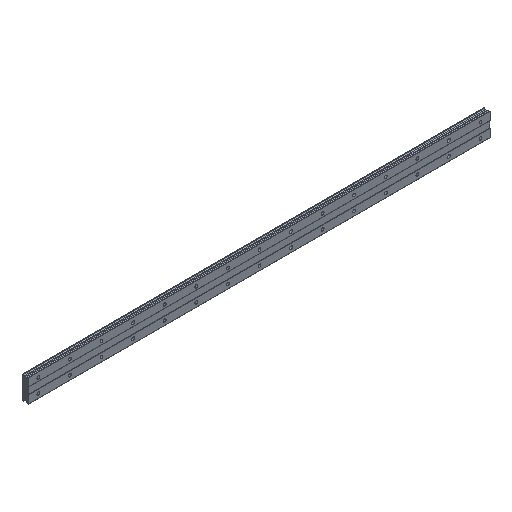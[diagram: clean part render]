
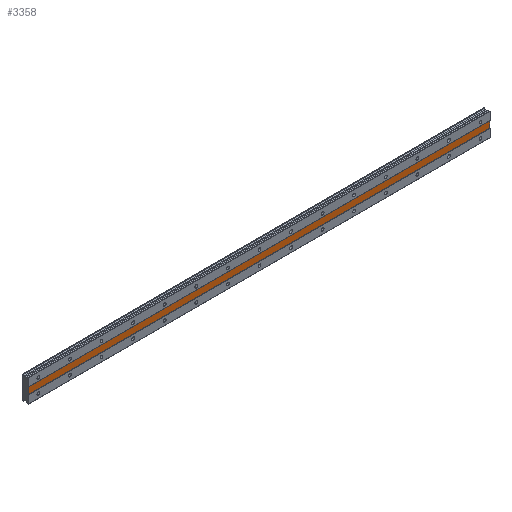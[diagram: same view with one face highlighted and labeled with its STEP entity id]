
A CAD part, isometric view. The second image highlights one B-rep face of the part: STEP entity #3358.
In plain terms, the highlighted planar face has unit normal (0, -1, 0).
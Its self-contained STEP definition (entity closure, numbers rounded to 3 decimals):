
#219 = AXIS2_PLACEMENT_3D ( 'NONE', #860, #1396, #1306 ) ;
#229 = VECTOR ( 'NONE', #453, 1000. ) ;
#358 = CARTESIAN_POINT ( 'NONE',  ( 715., 0.5, 5. ) ) ;
#453 = DIRECTION ( 'NONE',  ( 0., 0., -1. ) ) ;
#539 = VECTOR ( 'NONE', #4496, 1000. ) ;
#803 = ORIENTED_EDGE ( 'NONE', *, *, #4361, .T. ) ;
#860 = CARTESIAN_POINT ( 'NONE',  ( 715., 0.5, 5. ) ) ;
#920 = PLANE ( 'NONE',  #219 ) ;
#980 = DIRECTION ( 'NONE',  ( -1., 0., 0. ) ) ;
#1036 = CARTESIAN_POINT ( 'NONE',  ( 715., 0.5, -5. ) ) ;
#1195 = VERTEX_POINT ( 'NONE', #5541 ) ;
#1236 = CARTESIAN_POINT ( 'NONE',  ( 715., 0.5, -5. ) ) ;
#1306 = DIRECTION ( 'NONE',  ( 0., 0., 1. ) ) ;
#1344 = VERTEX_POINT ( 'NONE', #1236 ) ;
#1396 = DIRECTION ( 'NONE',  ( 0., 1., 0. ) ) ;
#1677 = EDGE_CURVE ( 'NONE', #1344, #1970, #3271, .T. ) ;
#1681 = LINE ( 'NONE', #5326, #229 ) ;
#1835 = VECTOR ( 'NONE', #4148, 1000. ) ;
#1933 = VECTOR ( 'NONE', #980, 1000. ) ;
#1970 = VERTEX_POINT ( 'NONE', #2232 ) ;
#2232 = CARTESIAN_POINT ( 'NONE',  ( -15., 0.5, -5. ) ) ;
#2727 = ORIENTED_EDGE ( 'NONE', *, *, #5420, .T. ) ;
#3271 = LINE ( 'NONE', #1036, #1933 ) ;
#3305 = LINE ( 'NONE', #4093, #1835 ) ;
#3358 = ADVANCED_FACE ( 'NONE', ( #5362 ), #920, .F. ) ;
#3683 = VERTEX_POINT ( 'NONE', #358 ) ;
#4093 = CARTESIAN_POINT ( 'NONE',  ( 715., 0.5, 5. ) ) ;
#4125 = ORIENTED_EDGE ( 'NONE', *, *, #1677, .F. ) ;
#4148 = DIRECTION ( 'NONE',  ( -1., 0., 0. ) ) ;
#4361 = EDGE_CURVE ( 'NONE', #1195, #1970, #5308, .T. ) ;
#4496 = DIRECTION ( 'NONE',  ( 0., 0., -1. ) ) ;
#4723 = EDGE_CURVE ( 'NONE', #3683, #1344, #1681, .T. ) ;
#4782 = ORIENTED_EDGE ( 'NONE', *, *, #4723, .F. ) ;
#4900 = EDGE_LOOP ( 'NONE', ( #4125, #4782, #2727, #803 ) ) ;
#5308 = LINE ( 'NONE', #5367, #539 ) ;
#5326 = CARTESIAN_POINT ( 'NONE',  ( 715., 0.5, 18.34 ) ) ;
#5362 = FACE_OUTER_BOUND ( 'NONE', #4900, .T. ) ;
#5367 = CARTESIAN_POINT ( 'NONE',  ( -15., 0.5, 18.34 ) ) ;
#5420 = EDGE_CURVE ( 'NONE', #3683, #1195, #3305, .T. ) ;
#5541 = CARTESIAN_POINT ( 'NONE',  ( -15., 0.5, 5. ) ) ;
